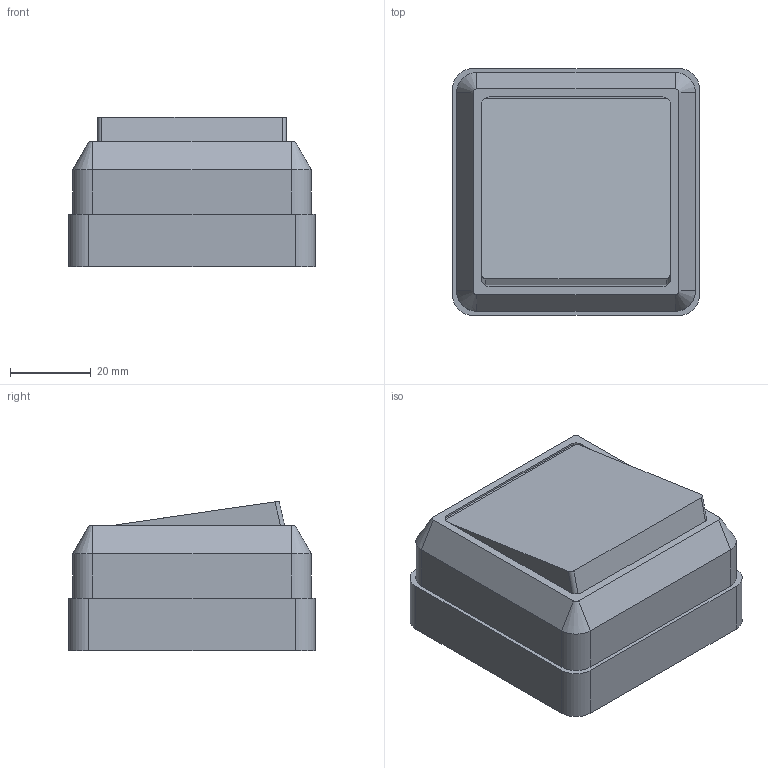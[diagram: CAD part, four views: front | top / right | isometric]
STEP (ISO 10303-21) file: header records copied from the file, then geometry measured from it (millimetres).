
FILE_DESCRIPTION (( 'STEP AP203' ), '1' );
FILE_NAME ('EVO10-K01-10-DC ÂÑ20-1-0-ÎÁ Âûêëþ÷àòåëü 1êë 10À îòêð.óñò. ÎÊÒÀÂÀ (áåëûé).STEP', '2016-12-07T10:55:46', ( '' ), ( '' ), 'SwSTEP 2.0', 'SolidWorks 2014', '' );
FILE_SCHEMA (( 'CONFIG_CONTROL_DESIGN' ));
Length unit declared in the file: millimetre
Products named in the file (1): EVO10-K01-10-DC ÂÑ20-1-0-ÎÁ Âûêëþ÷àòåëü 1êë 10À îòêð.óñò. ÎÊÒÀÂÀ (áåëûé)
Bounding box: 61 x 61 x 37 mm (x, y, z)
Volume: 32560.6 mm3; surface area: 26210.5 mm2
Topology: 1 solids, 1 shells, 86 faces, 225 edges, 142 vertices
Faces by surface type: plane 48, cylinder 30, cone 8
Entity records: 2680 total; most frequent: CARTESIAN_POINT 492, DIRECTION 443, ORIENTED_EDGE 442, EDGE_CURVE 221, AXIS2_PLACEMENT_3D 149, VECTOR 145, LINE 145, VERTEX_POINT 142
